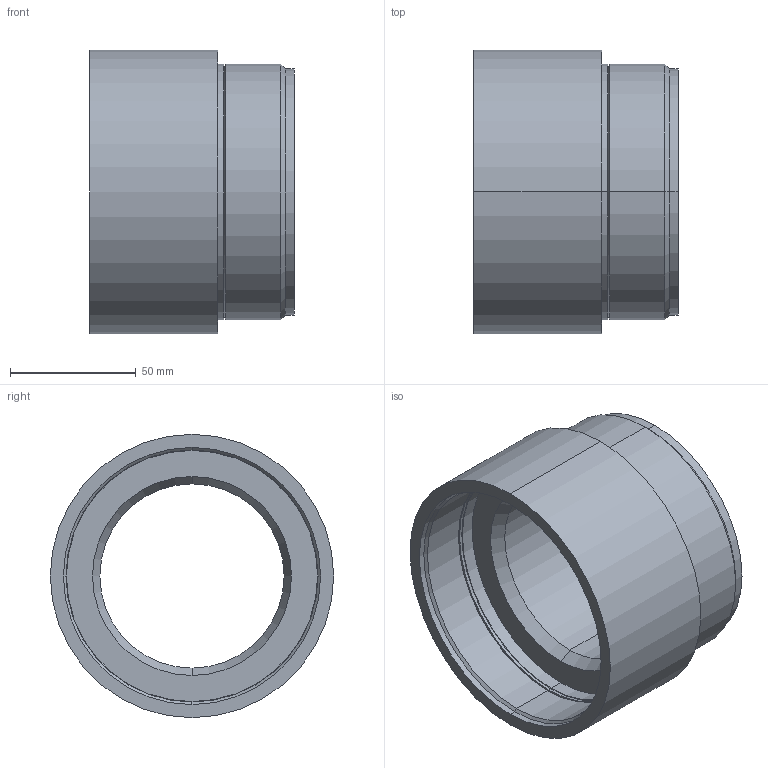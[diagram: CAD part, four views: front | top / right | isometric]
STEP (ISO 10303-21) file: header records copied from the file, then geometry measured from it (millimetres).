
FILE_DESCRIPTION (( 'STEP AP214' ), '1' );
FILE_NAME ('22K138.STEP', '2024-10-30T13:47:34', ( '' ), ( '' ), 'SwSTEP 2.0', 'SolidWorks 2022', '' );
FILE_SCHEMA (( 'AUTOMOTIVE_DESIGN' ));
Length unit declared in the file: inch
Products named in the file (1): 22K138
Bounding box: 81.28 x 112.52 x 112.52 mm (x, y, z)
Volume: 286729.5 mm3; surface area: 60086 mm2
Topology: 1 solids, 1 shells, 43 faces, 86 edges, 48 vertices
Faces by surface type: cylinder 20, cone 18, plane 5
Entity records: 1200 total; most frequent: DIRECTION 222, CARTESIAN_POINT 178, ORIENTED_EDGE 172, AXIS2_PLACEMENT_3D 92, EDGE_CURVE 86, EDGE_LOOP 48, VERTEX_POINT 48, CIRCLE 48
